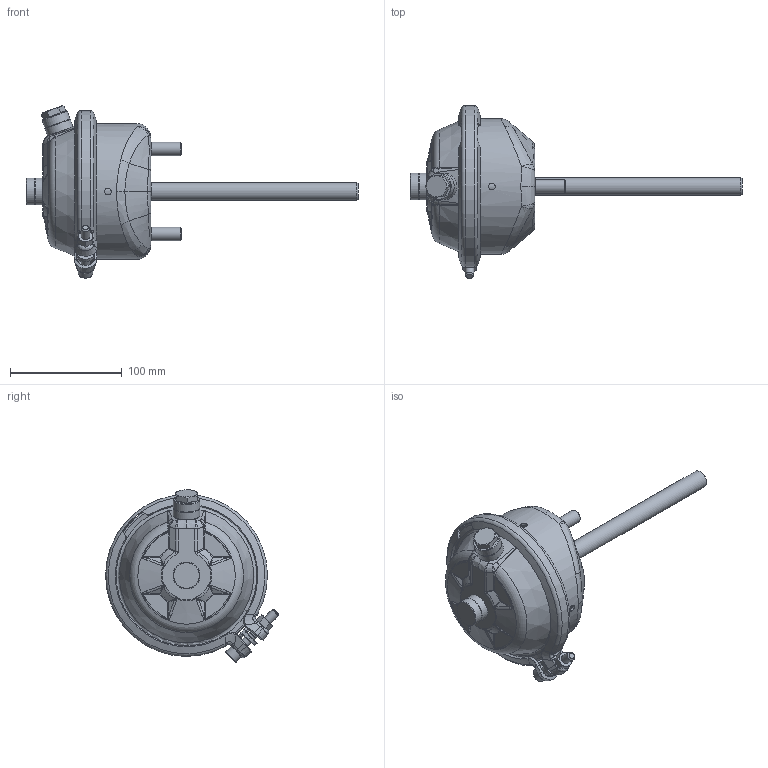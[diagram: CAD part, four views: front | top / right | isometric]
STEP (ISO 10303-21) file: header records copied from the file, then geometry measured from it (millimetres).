
FILE_DESCRIPTION( ( 'STEP AP214' ), '1' );
FILE_NAME( ' ', ' ', ( ' ' ), ( ' ' ), 'PSStep 11.0', 'VISI 17.0', ' ' );
FILE_SCHEMA( ( 'AUTOMOTIVE_DESIGN { 1 0 10303 214 1 1 1 1 }' ) );
Length unit declared in the file: millimetre
Products named in the file (1): 1
Bounding box: 297.4 x 154.78 x 154.53 mm (x, y, z)
Volume: 245130.9 mm3; surface area: 153899.4 mm2
Topology: 1 solids, 4 shells, 673 faces, 1696 edges, 976 vertices
Faces by surface type: bspline 302, plane 116, cylinder 97, cone 77, torus 49, sphere 32
Full cylindrical faces by diameter (mm): 6 x4, 7.805 x2, 8 x1, 12 x2, 13 x1, 13.5 x1, 15 x1, 16 x1, 18 x1, 24 x4, 32.5 x1, 116.5 x1, 121.5 x1, 138 x2
Entity records: 144168 total; most frequent: CARTESIAN_POINT 126167, ORIENTED_EDGE 3106, DIRECTION 1636, EDGE_CURVE 1553, B_SPLINE_CURVE_WITH_KNOTS 990, VERTEX_POINT 949, EDGE_LOOP 755, FACE_OUTER_BOUND 704
